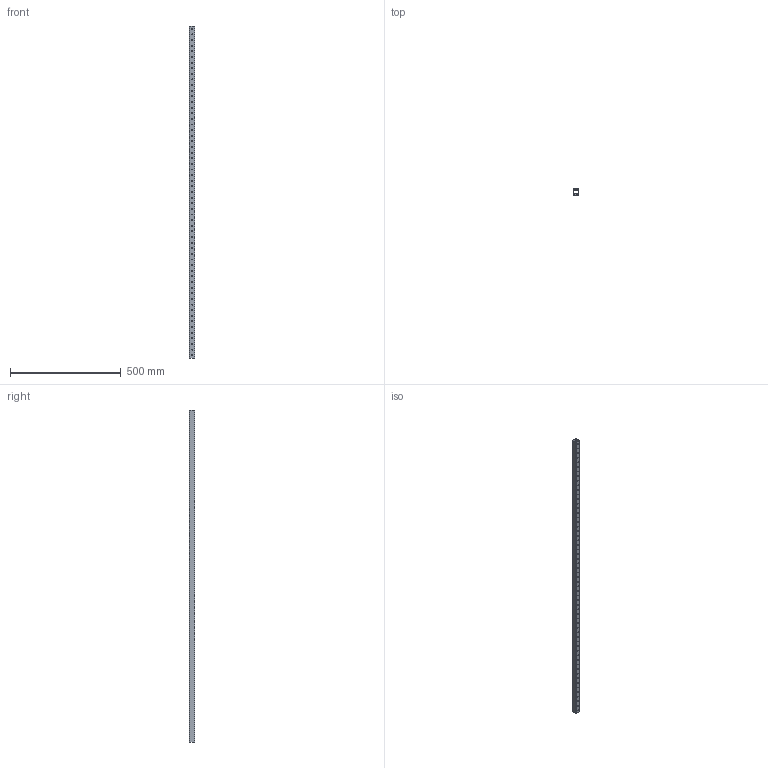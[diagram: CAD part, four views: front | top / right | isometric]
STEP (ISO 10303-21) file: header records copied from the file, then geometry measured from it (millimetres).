
FILE_DESCRIPTION (( 'STEP AP214' ), '1' );
FILE_NAME ('217-5851-STEP-20170710.STEP', '2017-07-10T18:10:07', ( '' ), ( '' ), 'SwSTEP 2.0', 'SolidWorks 2017', '' );
FILE_SCHEMA (( 'AUTOMOTIVE_DESIGN' ));
Length unit declared in the file: inch
Products named in the file (1): 217-5851-STEP-20170710
Bounding box: 25.4 x 25.4 x 1498.6 mm (x, y, z)
Volume: 336048.4 mm3; surface area: 267417.7 mm2
Topology: 1 solids, 1 shells, 254 faces, 756 edges, 504 vertices
Faces by surface type: cylinder 244, plane 10
Entity records: 9344 total; most frequent: DIRECTION 1754, CARTESIAN_POINT 1515, ORIENTED_EDGE 1512, EDGE_CURVE 756, AXIS2_PLACEMENT_3D 743, VERTEX_POINT 504, EDGE_LOOP 492, CIRCLE 488
